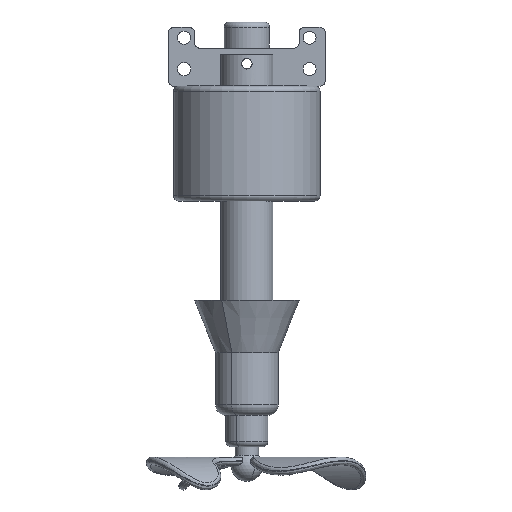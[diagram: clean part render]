
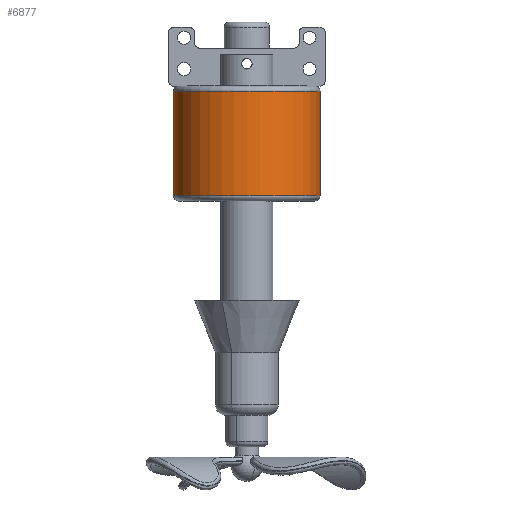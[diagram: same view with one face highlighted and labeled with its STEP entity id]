
A CAD part, top view. The second image highlights one B-rep face of the part: STEP entity #6877.
In plain terms, the highlighted cylindrical face has radius 14 mm (diameter 28 mm), a partial arc.
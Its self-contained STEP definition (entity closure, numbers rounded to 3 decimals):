
#6671=CARTESIAN_POINT('Vertex',(14.,1.,0.)) ;
#6678=CARTESIAN_POINT('Vertex',(-14.,1.,0.)) ;
#6698=CARTESIAN_POINT('Axis2P3D Location',(0.,1.,0.)) ;
#6847=CARTESIAN_POINT('Axis2P3D Location',(0.,11.,0.)) ;
#6852=CARTESIAN_POINT('Line Origine',(-14.,11.,0.)) ;
#6856=CARTESIAN_POINT('Vertex',(-14.,21.,0.)) ;
#6859=CARTESIAN_POINT('Line Origine',(14.,11.,0.)) ;
#6863=CARTESIAN_POINT('Vertex',(14.,21.,0.)) ;
#6866=CARTESIAN_POINT('Axis2P3D Location',(0.,21.,0.)) ;
#6699=DIRECTION('Axis2P3D Direction',(0.,1.,0.)) ;
#6848=DIRECTION('Axis2P3D Direction',(0.,1.,0.)) ;
#6849=DIRECTION('Axis2P3D XDirection',(-1.,0.,0.)) ;
#6853=DIRECTION('Vector Direction',(0.,1.,0.)) ;
#6860=DIRECTION('Vector Direction',(0.,1.,0.)) ;
#6867=DIRECTION('Axis2P3D Direction',(0.,1.,0.)) ;
#6700=AXIS2_PLACEMENT_3D('Circle Axis2P3D',#6698,#6699,$) ;
#6850=AXIS2_PLACEMENT_3D('Cylinder Axis2P3D',#6847,#6848,#6849) ;
#6868=AXIS2_PLACEMENT_3D('Circle Axis2P3D',#6866,#6867,$) ;
#6872=ORIENTED_EDGE('',*,*,#6858,.F.) ;
#6873=ORIENTED_EDGE('',*,*,#6702,.T.) ;
#6874=ORIENTED_EDGE('',*,*,#6865,.T.) ;
#6875=ORIENTED_EDGE('',*,*,#6870,.F.) ;
#6854=VECTOR('Line Direction',#6853,1.) ;
#6861=VECTOR('Line Direction',#6860,1.) ;
#6877=ADVANCED_FACE('\X2\96F64EF651E04F554F53\X0\',(#6876),#6851,.T.) ;
#6701=CIRCLE('generated circle',#6700,14.) ;
#6869=CIRCLE('generated circle',#6868,14.) ;
#6851=CYLINDRICAL_SURFACE('generated cylinder',#6850,14.) ;
#6702=EDGE_CURVE('',#6679,#6672,#6701,.T.) ;
#6858=EDGE_CURVE('',#6679,#6857,#6855,.T.) ;
#6865=EDGE_CURVE('',#6672,#6864,#6862,.T.) ;
#6870=EDGE_CURVE('',#6857,#6864,#6869,.T.) ;
#6871=EDGE_LOOP('',(#6872,#6873,#6874,#6875)) ;
#6876=FACE_OUTER_BOUND('',#6871,.T.) ;
#6855=LINE('Line',#6852,#6854) ;
#6862=LINE('Line',#6859,#6861) ;
#6672=VERTEX_POINT('',#6671) ;
#6679=VERTEX_POINT('',#6678) ;
#6857=VERTEX_POINT('',#6856) ;
#6864=VERTEX_POINT('',#6863) ;
